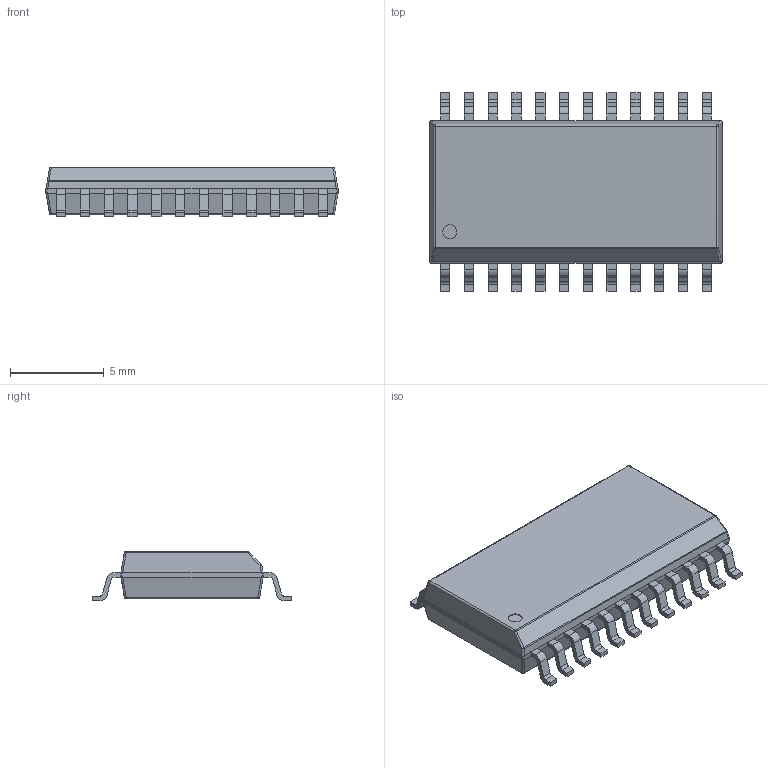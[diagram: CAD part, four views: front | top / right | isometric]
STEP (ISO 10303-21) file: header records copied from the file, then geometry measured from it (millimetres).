
FILE_DESCRIPTION(('STEP AP214'), '1');
FILE_NAME('MS-013AD', '2016-05-21T12:34:50', ('Nobody'), (''), 'ASCON STEP Converter 1.3', 'ASCON Math Kernel', '');
FILE_SCHEMA(('AUTOMOTIVE_DESIGN { 1 0 10303 214 3 1 1}'));
Length unit declared in the file: millimetre
Bounding box: 15.6 x 10.6 x 2.65 mm (x, y, z)
Volume: 295.9 mm3; surface area: 428.2 mm2
Topology: 25 solids, 25 shells, 382 faces, 1073 edges, 756 vertices
Faces by surface type: plane 256, cylinder 116, bspline 8, sphere 2
Full cylindrical faces by diameter (mm): 0.75 x1
Entity records: 15509 total; most frequent: CARTESIAN_POINT 2319, DIRECTION 2004, ORIENTED_EDGE 1932, EDGE_CURVE 966, LINE 814, VECTOR 814, VERTEX_POINT 636, AXIS2_PLACEMENT_3D 595
